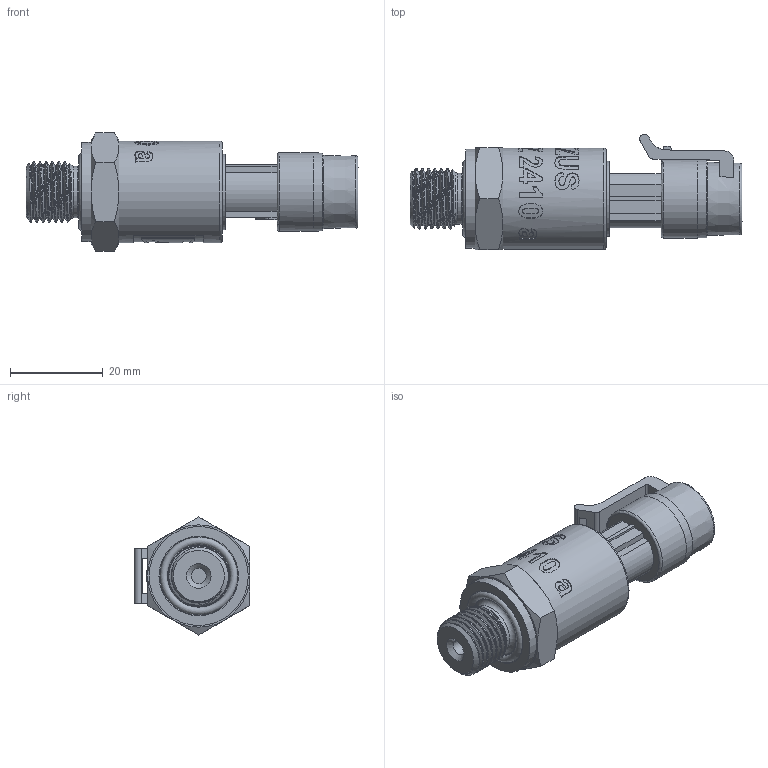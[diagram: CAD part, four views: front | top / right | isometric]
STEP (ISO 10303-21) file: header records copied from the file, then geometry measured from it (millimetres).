
FILE_DESCRIPTION(/* description */ (''),/* implementation_level */ '2;1');
FILE_NAME(/* name */ 'APZ2410a_G1''4DIN_Pac.step',/* time_stamp */ '2021-07-15T11:58:48+03:00',/* author */ (''),/* organization */ (''),/* preprocessor_version */ 'ST-DEVELOPER v18.1',/* originating_system */ 'Autodesk Translation Framework v10.9.0.1377',/* authorisation */ '');
FILE_SCHEMA (('AUTOMOTIVE_DESIGN { 1 0 10303 214 3 1 1 }'));
Length unit declared in the file: millimetre
Products named in the file (4): АПЗ 2410 a - filled (not 100% correct
); G1/4 DIN; Packard male v13; Packard female v5
Assembly tree (3 placements, depth 2):
  АПЗ 2410 a - filled (not 100% correct
)
    G1/4 DIN
    Packard male v13
    Packard female v5
Bounding box: 71.4 x 24.89 x 25.4 mm (x, y, z)
Volume: 17625.3 mm3; surface area: 11023.9 mm2
Topology: 11 solids, 11 shells, 519 faces, 1331 edges, 881 vertices
Faces by surface type: bspline 250, plane 157, cylinder 67, cone 32, torus 13
Full cylindrical faces by diameter (mm): 1.5 x3, 3.3 x1, 10.123 x1, 11 x1, 11.445 x6, 12 x1, 12.623 x2, 13.5 x1, 13.9 x1, 16.2 x1, 16.7 x1, 16.9 x1, 18.2 x1, 19 x1, 20.2 x1, 21.2 x1, 21.3 x1, 21.8 x1
Entity records: 24003 total; most frequent: CARTESIAN_POINT 12914, ORIENTED_EDGE 2662, DIRECTION 1502, EDGE_CURVE 1331, VERTEX_POINT 881, EDGE_LOOP 580, LINE 576, VECTOR 576
